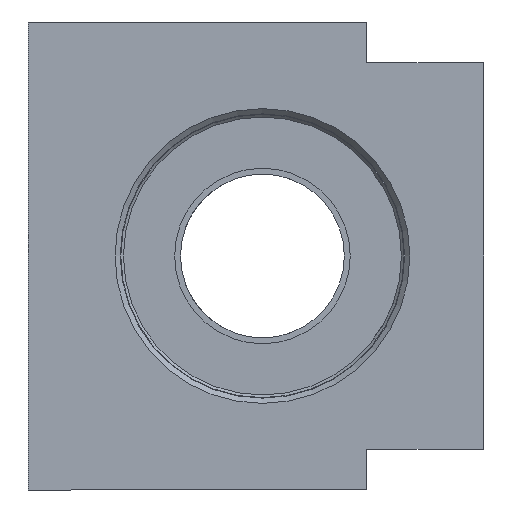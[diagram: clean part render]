
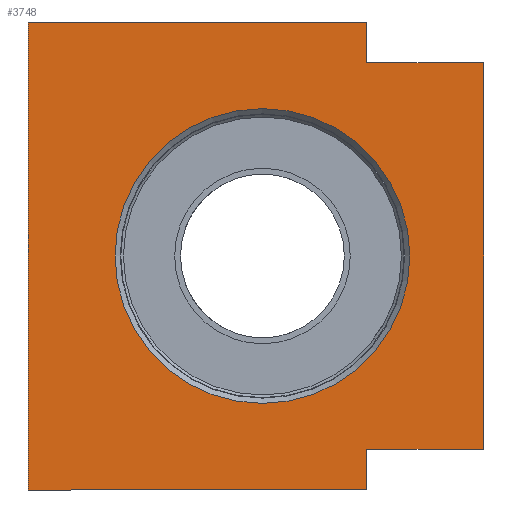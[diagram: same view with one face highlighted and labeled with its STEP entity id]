
A CAD part, left-side view. The second image highlights one B-rep face of the part: STEP entity #3748.
In plain terms, the highlighted planar face has unit normal (-1, 0, 0).
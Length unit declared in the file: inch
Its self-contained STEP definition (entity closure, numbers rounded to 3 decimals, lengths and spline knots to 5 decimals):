
#2942=CARTESIAN_POINT('',(-8.267,0.27,0.0));
#2943=VERTEX_POINT('',#2942);
#2944=CARTESIAN_POINT('',(-8.267,0.9,0.0));
#2945=DIRECTION('',(1.0,0.0,0.0));
#2946=DIRECTION('',(0.0,-1.0,0.0));
#2947=AXIS2_PLACEMENT_3D('',#2944,#2945,#2946);
#2948=CIRCLE('',#2947,0.63);
#2949=EDGE_CURVE('',#2943,#2943,#2948,.T.);
#3394=CARTESIAN_POINT('',(-8.267,0.455,-1.));
#3395=VERTEX_POINT('',#3394);
#3396=CARTESIAN_POINT('',(-8.267,0.455,-0.825));
#3397=VERTEX_POINT('',#3396);
#3398=CARTESIAN_POINT('',(-8.267,0.455,-1.));
#3399=DIRECTION('',(0.0,0.0,1.0));
#3400=VECTOR('',#3399,0.175);
#3401=LINE('',#3398,#3400);
#3402=EDGE_CURVE('',#3395,#3397,#3401,.T.);
#3434=CARTESIAN_POINT('',(-8.267,-0.045,-0.825));
#3435=VERTEX_POINT('',#3434);
#3436=CARTESIAN_POINT('',(-8.267,0.455,-0.825));
#3437=DIRECTION('',(0.0,-1.0,0.0));
#3438=VECTOR('',#3437,0.5);
#3439=LINE('',#3436,#3438);
#3440=EDGE_CURVE('',#3397,#3435,#3439,.T.);
#3465=CARTESIAN_POINT('',(-8.267,1.9,-1.));
#3466=VERTEX_POINT('',#3465);
#3467=CARTESIAN_POINT('',(-8.267,1.9,-1.));
#3468=DIRECTION('',(0.0,-1.0,0.0));
#3469=VECTOR('',#3468,1.445);
#3470=LINE('',#3467,#3469);
#3471=EDGE_CURVE('',#3466,#3395,#3470,.T.);
#3496=CARTESIAN_POINT('',(-8.267,0.455,1.));
#3497=VERTEX_POINT('',#3496);
#3498=CARTESIAN_POINT('',(-8.267,0.455,0.825));
#3499=VERTEX_POINT('',#3498);
#3500=CARTESIAN_POINT('',(-8.267,0.455,1.));
#3501=DIRECTION('',(0.0,0.0,-1.0));
#3502=VECTOR('',#3501,0.175);
#3503=LINE('',#3500,#3502);
#3504=EDGE_CURVE('',#3497,#3499,#3503,.T.);
#3536=CARTESIAN_POINT('',(-8.267,-0.045,0.825));
#3537=VERTEX_POINT('',#3536);
#3538=CARTESIAN_POINT('',(-8.267,0.455,0.825));
#3539=DIRECTION('',(0.0,-1.0,0.0));
#3540=VECTOR('',#3539,0.5);
#3541=LINE('',#3538,#3540);
#3542=EDGE_CURVE('',#3499,#3537,#3541,.T.);
#3570=CARTESIAN_POINT('',(-8.267,1.9,1.));
#3571=VERTEX_POINT('',#3570);
#3572=CARTESIAN_POINT('',(-8.267,1.9,-1.));
#3573=DIRECTION('',(0.0,0.0,1.0));
#3574=VECTOR('',#3573,2.);
#3575=LINE('',#3572,#3574);
#3576=EDGE_CURVE('',#3466,#3571,#3575,.T.);
#3604=CARTESIAN_POINT('',(-8.267,1.9,1.));
#3605=DIRECTION('',(0.0,-1.0,0.0));
#3606=VECTOR('',#3605,1.445);
#3607=LINE('',#3604,#3606);
#3608=EDGE_CURVE('',#3571,#3497,#3607,.T.);
#3626=CARTESIAN_POINT('',(-8.267,-0.045,-0.825));
#3627=DIRECTION('',(0.0,0.0,1.0));
#3628=VECTOR('',#3627,1.65);
#3629=LINE('',#3626,#3628);
#3630=EDGE_CURVE('',#3435,#3537,#3629,.T.);
#3730=CARTESIAN_POINT('',(-8.267,0.266,0.18997));
#3731=DIRECTION('',(1.0,0.0,0.0));
#3732=DIRECTION('',(0.0,0.0,-1.0));
#3733=AXIS2_PLACEMENT_3D('',#3730,#3731,#3732);
#3734=PLANE('',#3733);
#3735=ORIENTED_EDGE('',*,*,#3630,.T.);
#3736=ORIENTED_EDGE('',*,*,#3542,.F.);
#3737=ORIENTED_EDGE('',*,*,#3504,.F.);
#3738=ORIENTED_EDGE('',*,*,#3608,.F.);
#3739=ORIENTED_EDGE('',*,*,#3576,.F.);
#3740=ORIENTED_EDGE('',*,*,#3471,.T.);
#3741=ORIENTED_EDGE('',*,*,#3402,.T.);
#3742=ORIENTED_EDGE('',*,*,#3440,.T.);
#3743=EDGE_LOOP('',(#3735,#3736,#3737,#3738,#3739,#3740,#3741,#3742));
#3744=FACE_OUTER_BOUND('',#3743,.T.);
#3745=ORIENTED_EDGE('',*,*,#2949,.T.);
#3746=EDGE_LOOP('',(#3745));
#3747=FACE_BOUND('',#3746,.T.);
#3748=ADVANCED_FACE('',(#3744,#3747),#3734,.F.);
